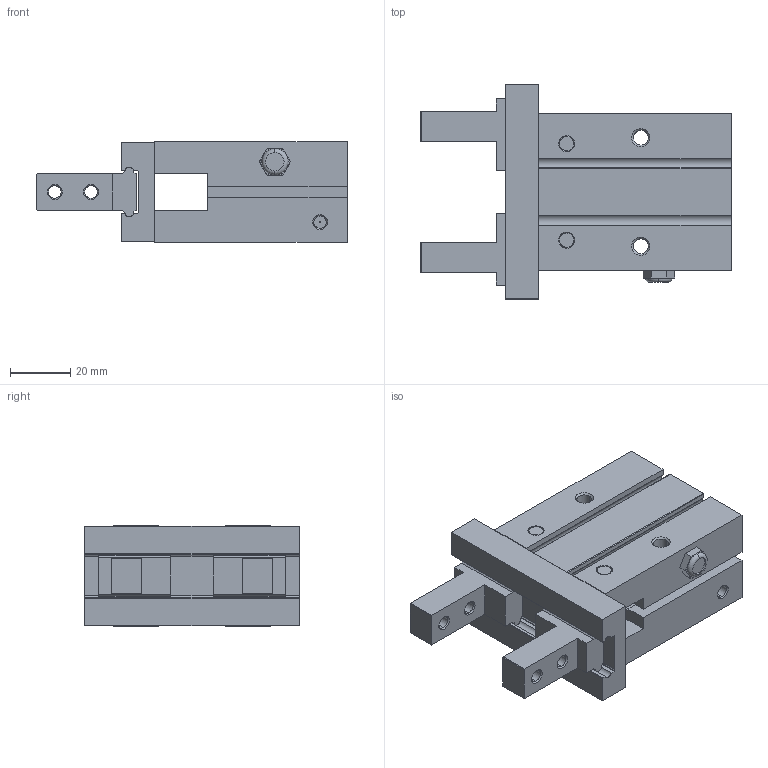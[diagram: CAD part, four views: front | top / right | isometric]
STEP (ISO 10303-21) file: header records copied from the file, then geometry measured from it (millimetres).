
FILE_DESCRIPTION (( 'STEP AP203' ), '1' );
FILE_NAME ('KP25MSC-M.step', '2017-07-18T20:21:15', ( '' ), ( '' ), 'SwSTEP 2.0', 'SolidWorks 2017', '' );
FILE_SCHEMA (( 'CONFIG_CONTROL_DESIGN' ));
Length unit declared in the file: millimetre
Products named in the file (4): KP25MSC-M-1; KP25MSC-M-2; KP25MSC-M-3; KP25MSC-M
Assembly tree (3 placements, depth 2):
  KP25MSC-M
    KP25MSC-M-1
    KP25MSC-M-2
    KP25MSC-M-3
Bounding box: 103 x 71 x 33.5 mm (x, y, z)
Volume: 117037.9 mm3; surface area: 33374.3 mm2
Topology: 3 solids, 4 shells, 265 faces, 668 edges, 424 vertices
Faces by surface type: plane 129, cone 68, cylinder 66, torus 2
Entity records: 8490 total; most frequent: CARTESIAN_POINT 1741, ORIENTED_EDGE 1336, DIRECTION 1306, EDGE_CURVE 668, AXIS2_PLACEMENT_3D 489, VERTEX_POINT 424, LINE 328, VECTOR 328
